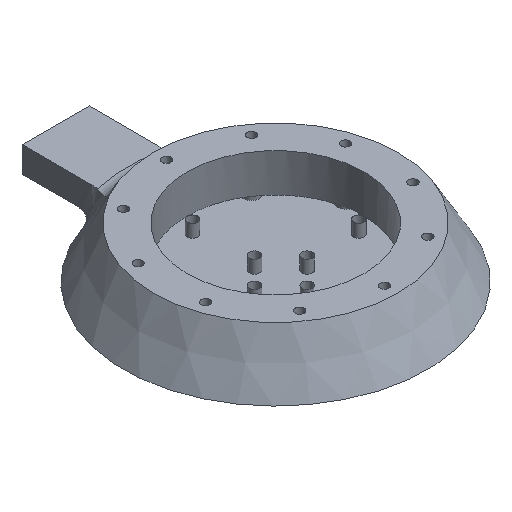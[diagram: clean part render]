
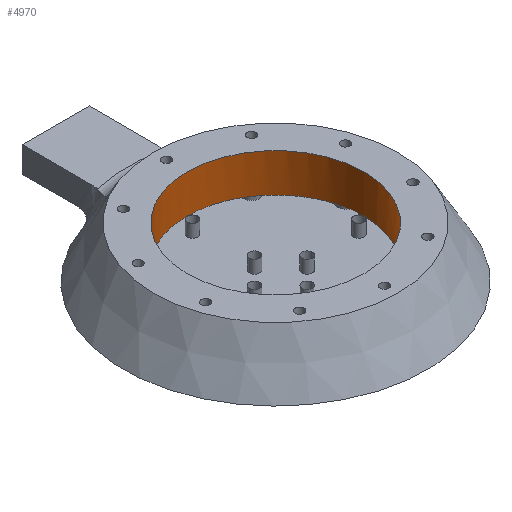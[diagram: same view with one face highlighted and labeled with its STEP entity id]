
A CAD part, isometric view. The second image highlights one B-rep face of the part: STEP entity #4970.
In plain terms, the highlighted cylindrical face has radius 34.209 mm (diameter 68.417 mm), a full revolution.
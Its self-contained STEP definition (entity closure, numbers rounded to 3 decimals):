
#95 = PLANE('',#96);
#96 = AXIS2_PLACEMENT_3D('',#97,#98,#99);
#97 = CARTESIAN_POINT('',(0.,0.,19.9));
#98 = DIRECTION('',(0.,0.,-1.));
#99 = DIRECTION('',(1.,0.,0.));
#2667 = EDGE_CURVE('',#2668,#2668,#2670,.T.);
#2668 = VERTEX_POINT('',#2669);
#2669 = CARTESIAN_POINT('',(34.209,0.,19.9));
#2670 = SURFACE_CURVE('',#2671,(#2676,#2683),.PCURVE_S1.);
#2671 = CIRCLE('',#2672,34.209);
#2672 = AXIS2_PLACEMENT_3D('',#2673,#2674,#2675);
#2673 = CARTESIAN_POINT('',(0.,0.,19.9));
#2674 = DIRECTION('',(0.,0.,-1.));
#2675 = DIRECTION('',(1.,0.,0.));
#2676 = PCURVE('',#95,#2677);
#2677 = DEFINITIONAL_REPRESENTATION('',(#2678),#2682);
#2678 = CIRCLE('',#2679,34.209);
#2679 = AXIS2_PLACEMENT_2D('',#2680,#2681);
#2680 = CARTESIAN_POINT('',(0.,0.));
#2681 = DIRECTION('',(1.,-0.));
#2682 = ( GEOMETRIC_REPRESENTATION_CONTEXT(2) 
PARAMETRIC_REPRESENTATION_CONTEXT() REPRESENTATION_CONTEXT('2D SPACE',''
  ) );
#2683 = PCURVE('',#2684,#2689);
#2684 = CYLINDRICAL_SURFACE('',#2685,34.209);
#2685 = AXIS2_PLACEMENT_3D('',#2686,#2687,#2688);
#2686 = CARTESIAN_POINT('',(0.,0.,5.));
#2687 = DIRECTION('',(0.,0.,1.));
#2688 = DIRECTION('',(1.,0.,0.));
#2689 = DEFINITIONAL_REPRESENTATION('',(#2690),#2694);
#2690 = LINE('',#2691,#2692);
#2691 = CARTESIAN_POINT('',(-0.,14.9));
#2692 = VECTOR('',#2693,1.);
#2693 = DIRECTION('',(-1.,0.));
#2694 = ( GEOMETRIC_REPRESENTATION_CONTEXT(2) 
PARAMETRIC_REPRESENTATION_CONTEXT() REPRESENTATION_CONTEXT('2D SPACE',''
  ) );
#3869 = VERTEX_POINT('',#3870);
#3870 = CARTESIAN_POINT('',(-34.209,0.,5.));
#3885 = PLANE('',#3886);
#3886 = AXIS2_PLACEMENT_3D('',#3887,#3888,#3889);
#3887 = CARTESIAN_POINT('',(0.,0.,5.));
#3888 = DIRECTION('',(0.,0.,-1.));
#3889 = DIRECTION('',(1.,0.,0.));
#3984 = VERTEX_POINT('',#3985);
#3985 = CARTESIAN_POINT('',(0.,34.209,5.));
#4284 = VERTEX_POINT('',#4285);
#4285 = CARTESIAN_POINT('',(34.209,0.,5.));
#4585 = VERTEX_POINT('',#4586);
#4586 = CARTESIAN_POINT('',(0.,-34.209,5.));
#4970 = ADVANCED_FACE('',(#4971),#2684,.F.);
#4971 = FACE_BOUND('',#4972,.T.);
#4972 = EDGE_LOOP('',(#4973,#4994,#5016,#5038,#5060,#5082,#5083));
#4973 = ORIENTED_EDGE('',*,*,#4974,.F.);
#4974 = EDGE_CURVE('',#4284,#2668,#4975,.T.);
#4975 = SEAM_CURVE('',#4976,(#4980,#4987),.PCURVE_S1.);
#4976 = LINE('',#4977,#4978);
#4977 = CARTESIAN_POINT('',(34.209,0.,5.));
#4978 = VECTOR('',#4979,1.);
#4979 = DIRECTION('',(0.,0.,1.));
#4980 = PCURVE('',#2684,#4981);
#4981 = DEFINITIONAL_REPRESENTATION('',(#4982),#4986);
#4982 = LINE('',#4983,#4984);
#4983 = CARTESIAN_POINT('',(-0.,0.));
#4984 = VECTOR('',#4985,1.);
#4985 = DIRECTION('',(-0.,1.));
#4986 = ( GEOMETRIC_REPRESENTATION_CONTEXT(2) 
PARAMETRIC_REPRESENTATION_CONTEXT() REPRESENTATION_CONTEXT('2D SPACE',''
  ) );
#4987 = PCURVE('',#2684,#4988);
#4988 = DEFINITIONAL_REPRESENTATION('',(#4989),#4993);
#4989 = LINE('',#4990,#4991);
#4990 = CARTESIAN_POINT('',(-6.283,0.));
#4991 = VECTOR('',#4992,1.);
#4992 = DIRECTION('',(-0.,1.));
#4993 = ( GEOMETRIC_REPRESENTATION_CONTEXT(2) 
PARAMETRIC_REPRESENTATION_CONTEXT() REPRESENTATION_CONTEXT('2D SPACE',''
  ) );
#4994 = ORIENTED_EDGE('',*,*,#4995,.T.);
#4995 = EDGE_CURVE('',#4284,#4585,#4996,.T.);
#4996 = SURFACE_CURVE('',#4997,(#5002,#5009),.PCURVE_S1.);
#4997 = CIRCLE('',#4998,34.209);
#4998 = AXIS2_PLACEMENT_3D('',#4999,#5000,#5001);
#4999 = CARTESIAN_POINT('',(0.,0.,5.));
#5000 = DIRECTION('',(0.,0.,-1.));
#5001 = DIRECTION('',(1.,0.,0.));
#5002 = PCURVE('',#2684,#5003);
#5003 = DEFINITIONAL_REPRESENTATION('',(#5004),#5008);
#5004 = LINE('',#5005,#5006);
#5005 = CARTESIAN_POINT('',(-0.,0.));
#5006 = VECTOR('',#5007,1.);
#5007 = DIRECTION('',(-1.,0.));
#5008 = ( GEOMETRIC_REPRESENTATION_CONTEXT(2) 
PARAMETRIC_REPRESENTATION_CONTEXT() REPRESENTATION_CONTEXT('2D SPACE',''
  ) );
#5009 = PCURVE('',#3885,#5010);
#5010 = DEFINITIONAL_REPRESENTATION('',(#5011),#5015);
#5011 = CIRCLE('',#5012,34.209);
#5012 = AXIS2_PLACEMENT_2D('',#5013,#5014);
#5013 = CARTESIAN_POINT('',(0.,0.));
#5014 = DIRECTION('',(1.,-0.));
#5015 = ( GEOMETRIC_REPRESENTATION_CONTEXT(2) 
PARAMETRIC_REPRESENTATION_CONTEXT() REPRESENTATION_CONTEXT('2D SPACE',''
  ) );
#5016 = ORIENTED_EDGE('',*,*,#5017,.T.);
#5017 = EDGE_CURVE('',#4585,#3869,#5018,.T.);
#5018 = SURFACE_CURVE('',#5019,(#5024,#5031),.PCURVE_S1.);
#5019 = CIRCLE('',#5020,34.209);
#5020 = AXIS2_PLACEMENT_3D('',#5021,#5022,#5023);
#5021 = CARTESIAN_POINT('',(0.,0.,5.));
#5022 = DIRECTION('',(0.,0.,-1.));
#5023 = DIRECTION('',(1.,0.,0.));
#5024 = PCURVE('',#2684,#5025);
#5025 = DEFINITIONAL_REPRESENTATION('',(#5026),#5030);
#5026 = LINE('',#5027,#5028);
#5027 = CARTESIAN_POINT('',(-0.,0.));
#5028 = VECTOR('',#5029,1.);
#5029 = DIRECTION('',(-1.,0.));
#5030 = ( GEOMETRIC_REPRESENTATION_CONTEXT(2) 
PARAMETRIC_REPRESENTATION_CONTEXT() REPRESENTATION_CONTEXT('2D SPACE',''
  ) );
#5031 = PCURVE('',#3885,#5032);
#5032 = DEFINITIONAL_REPRESENTATION('',(#5033),#5037);
#5033 = CIRCLE('',#5034,34.209);
#5034 = AXIS2_PLACEMENT_2D('',#5035,#5036);
#5035 = CARTESIAN_POINT('',(0.,0.));
#5036 = DIRECTION('',(1.,-0.));
#5037 = ( GEOMETRIC_REPRESENTATION_CONTEXT(2) 
PARAMETRIC_REPRESENTATION_CONTEXT() REPRESENTATION_CONTEXT('2D SPACE',''
  ) );
#5038 = ORIENTED_EDGE('',*,*,#5039,.T.);
#5039 = EDGE_CURVE('',#3869,#3984,#5040,.T.);
#5040 = SURFACE_CURVE('',#5041,(#5046,#5053),.PCURVE_S1.);
#5041 = CIRCLE('',#5042,34.209);
#5042 = AXIS2_PLACEMENT_3D('',#5043,#5044,#5045);
#5043 = CARTESIAN_POINT('',(0.,0.,5.));
#5044 = DIRECTION('',(0.,0.,-1.));
#5045 = DIRECTION('',(1.,0.,0.));
#5046 = PCURVE('',#2684,#5047);
#5047 = DEFINITIONAL_REPRESENTATION('',(#5048),#5052);
#5048 = LINE('',#5049,#5050);
#5049 = CARTESIAN_POINT('',(-0.,0.));
#5050 = VECTOR('',#5051,1.);
#5051 = DIRECTION('',(-1.,0.));
#5052 = ( GEOMETRIC_REPRESENTATION_CONTEXT(2) 
PARAMETRIC_REPRESENTATION_CONTEXT() REPRESENTATION_CONTEXT('2D SPACE',''
  ) );
#5053 = PCURVE('',#3885,#5054);
#5054 = DEFINITIONAL_REPRESENTATION('',(#5055),#5059);
#5055 = CIRCLE('',#5056,34.209);
#5056 = AXIS2_PLACEMENT_2D('',#5057,#5058);
#5057 = CARTESIAN_POINT('',(0.,0.));
#5058 = DIRECTION('',(1.,-0.));
#5059 = ( GEOMETRIC_REPRESENTATION_CONTEXT(2) 
PARAMETRIC_REPRESENTATION_CONTEXT() REPRESENTATION_CONTEXT('2D SPACE',''
  ) );
#5060 = ORIENTED_EDGE('',*,*,#5061,.T.);
#5061 = EDGE_CURVE('',#3984,#4284,#5062,.T.);
#5062 = SURFACE_CURVE('',#5063,(#5068,#5075),.PCURVE_S1.);
#5063 = CIRCLE('',#5064,34.209);
#5064 = AXIS2_PLACEMENT_3D('',#5065,#5066,#5067);
#5065 = CARTESIAN_POINT('',(0.,0.,5.));
#5066 = DIRECTION('',(0.,0.,-1.));
#5067 = DIRECTION('',(1.,0.,0.));
#5068 = PCURVE('',#2684,#5069);
#5069 = DEFINITIONAL_REPRESENTATION('',(#5070),#5074);
#5070 = LINE('',#5071,#5072);
#5071 = CARTESIAN_POINT('',(-0.,0.));
#5072 = VECTOR('',#5073,1.);
#5073 = DIRECTION('',(-1.,0.));
#5074 = ( GEOMETRIC_REPRESENTATION_CONTEXT(2) 
PARAMETRIC_REPRESENTATION_CONTEXT() REPRESENTATION_CONTEXT('2D SPACE',''
  ) );
#5075 = PCURVE('',#3885,#5076);
#5076 = DEFINITIONAL_REPRESENTATION('',(#5077),#5081);
#5077 = CIRCLE('',#5078,34.209);
#5078 = AXIS2_PLACEMENT_2D('',#5079,#5080);
#5079 = CARTESIAN_POINT('',(0.,0.));
#5080 = DIRECTION('',(1.,-0.));
#5081 = ( GEOMETRIC_REPRESENTATION_CONTEXT(2) 
PARAMETRIC_REPRESENTATION_CONTEXT() REPRESENTATION_CONTEXT('2D SPACE',''
  ) );
#5082 = ORIENTED_EDGE('',*,*,#4974,.T.);
#5083 = ORIENTED_EDGE('',*,*,#2667,.F.);
